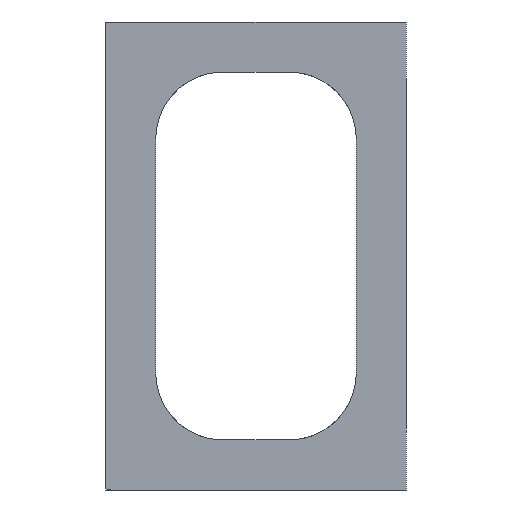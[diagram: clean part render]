
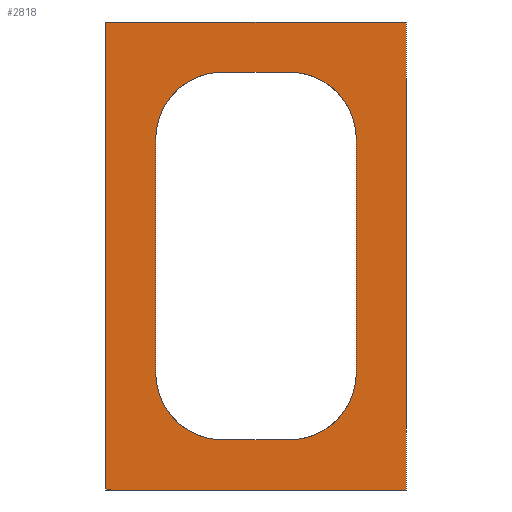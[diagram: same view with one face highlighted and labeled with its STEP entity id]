
A CAD part, front view. The second image highlights one B-rep face of the part: STEP entity #2818.
In plain terms, the highlighted planar face has unit normal (0, -1, 0).
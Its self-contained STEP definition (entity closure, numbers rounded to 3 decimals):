
#48=FACE_BOUND('',#362,.T.);
#127=PLANE('',#3027);
#236=FACE_OUTER_BOUND('',#361,.T.);
#361=EDGE_LOOP('',(#2519,#2520,#2521,#2522));
#362=EDGE_LOOP('',(#2523,#2524,#2525,#2526,#2527,#2528,#2529,#2530));
#424=CIRCLE('',#2848,4.);
#433=CIRCLE('',#2865,4.);
#439=CIRCLE('',#2874,4.);
#457=CIRCLE('',#2908,4.);
#530=LINE('',#3961,#741);
#552=LINE('',#4527,#763);
#563=LINE('',#4555,#774);
#585=LINE('',#4607,#796);
#708=LINE('',#6160,#919);
#711=LINE('',#6166,#922);
#712=LINE('',#6168,#923);
#713=LINE('',#6169,#924);
#741=VECTOR('',#3087,10.);
#763=VECTOR('',#3153,10.);
#774=VECTOR('',#3182,10.);
#796=VECTOR('',#3224,10.);
#919=VECTOR('',#3607,10.);
#922=VECTOR('',#3612,10.);
#923=VECTOR('',#3613,10.);
#924=VECTOR('',#3614,10.);
#1075=VERTEX_POINT('',#3805);
#1076=VERTEX_POINT('',#3807);
#1099=VERTEX_POINT('',#3959);
#1123=VERTEX_POINT('',#4136);
#1159=VERTEX_POINT('',#4434);
#1160=VERTEX_POINT('',#4436);
#1172=VERTEX_POINT('',#4526);
#1200=VERTEX_POINT('',#4605);
#1335=VERTEX_POINT('',#6156);
#1337=VERTEX_POINT('',#6159);
#1339=VERTEX_POINT('',#6165);
#1340=VERTEX_POINT('',#6167);
#1369=EDGE_CURVE('',#1076,#1075,#424,.T.);
#1395=EDGE_CURVE('',#1075,#1099,#530,.T.);
#1420=EDGE_CURVE('',#1099,#1123,#433,.T.);
#1459=EDGE_CURVE('',#1160,#1159,#439,.T.);
#1472=EDGE_CURVE('',#1172,#1160,#552,.T.);
#1487=EDGE_CURVE('',#1159,#1076,#563,.T.);
#1513=EDGE_CURVE('',#1123,#1200,#585,.T.);
#1539=EDGE_CURVE('',#1200,#1172,#457,.T.);
#1765=EDGE_CURVE('',#1337,#1335,#708,.T.);
#1768=EDGE_CURVE('',#1339,#1335,#711,.T.);
#1769=EDGE_CURVE('',#1340,#1339,#712,.T.);
#1770=EDGE_CURVE('',#1337,#1340,#713,.T.);
#2519=ORIENTED_EDGE('',*,*,#1768,.F.);
#2520=ORIENTED_EDGE('',*,*,#1769,.F.);
#2521=ORIENTED_EDGE('',*,*,#1770,.F.);
#2522=ORIENTED_EDGE('',*,*,#1765,.T.);
#2523=ORIENTED_EDGE('',*,*,#1472,.T.);
#2524=ORIENTED_EDGE('',*,*,#1459,.T.);
#2525=ORIENTED_EDGE('',*,*,#1487,.T.);
#2526=ORIENTED_EDGE('',*,*,#1369,.T.);
#2527=ORIENTED_EDGE('',*,*,#1395,.T.);
#2528=ORIENTED_EDGE('',*,*,#1420,.T.);
#2529=ORIENTED_EDGE('',*,*,#1513,.T.);
#2530=ORIENTED_EDGE('',*,*,#1539,.T.);
#2818=ADVANCED_FACE('',(#236,#48),#127,.T.);
#2848=AXIS2_PLACEMENT_3D('',#3808,#3062,#3063);
#2865=AXIS2_PLACEMENT_3D('',#4138,#3114,#3115);
#2874=AXIS2_PLACEMENT_3D('',#4437,#3141,#3142);
#2908=AXIS2_PLACEMENT_3D('',#4727,#3258,#3259);
#3027=AXIS2_PLACEMENT_3D('',#6164,#3610,#3611);
#3062=DIRECTION('center_axis',(0.,1.,0.));
#3063=DIRECTION('ref_axis',(-1.,0.,0.));
#3087=DIRECTION('',(-1.,0.,0.));
#3114=DIRECTION('center_axis',(0.,1.,0.));
#3115=DIRECTION('ref_axis',(-1.,0.,0.));
#3141=DIRECTION('center_axis',(0.,1.,0.));
#3142=DIRECTION('ref_axis',(-1.,0.,0.));
#3153=DIRECTION('',(1.,0.,0.));
#3182=DIRECTION('',(0.,0.,-1.));
#3224=DIRECTION('',(0.,0.,1.));
#3258=DIRECTION('center_axis',(0.,1.,0.));
#3259=DIRECTION('ref_axis',(-1.,0.,0.));
#3607=DIRECTION('',(0.,0.,-1.));
#3610=DIRECTION('center_axis',(0.,-1.,0.));
#3611=DIRECTION('ref_axis',(-1.,0.,0.));
#3612=DIRECTION('',(-1.,0.,0.));
#3613=DIRECTION('',(0.,0.,-1.));
#3614=DIRECTION('',(1.,0.,0.));
#3805=CARTESIAN_POINT('',(19.,120.,-72.75));
#3807=CARTESIAN_POINT('',(23.,120.,-68.75));
#3808=CARTESIAN_POINT('Origin',(19.,120.,-68.75));
#3959=CARTESIAN_POINT('',(15.,120.,-72.75));
#3961=CARTESIAN_POINT('',(20.5,120.,-72.75));
#4136=CARTESIAN_POINT('',(11.,120.,-68.75));
#4138=CARTESIAN_POINT('Origin',(15.,120.,-68.75));
#4434=CARTESIAN_POINT('',(23.,120.,-54.75));
#4436=CARTESIAN_POINT('',(19.,120.,-50.75));
#4437=CARTESIAN_POINT('Origin',(19.,120.,-54.75));
#4526=CARTESIAN_POINT('',(15.,120.,-50.75));
#4527=CARTESIAN_POINT('',(22.5,120.,-50.75));
#4555=CARTESIAN_POINT('',(23.,120.,-58.25));
#4605=CARTESIAN_POINT('',(11.,120.,-54.75));
#4607=CARTESIAN_POINT('',(11.,120.,-51.25));
#4727=CARTESIAN_POINT('Origin',(15.,120.,-54.75));
#6156=CARTESIAN_POINT('',(8.,120.,-75.75));
#6159=CARTESIAN_POINT('',(8.,120.,-47.75));
#6160=CARTESIAN_POINT('',(8.,120.,-47.75));
#6164=CARTESIAN_POINT('Origin',(26.,120.,-47.75));
#6165=CARTESIAN_POINT('',(26.,120.,-75.75));
#6166=CARTESIAN_POINT('',(21.5,120.,-75.75));
#6167=CARTESIAN_POINT('',(26.,120.,-47.75));
#6168=CARTESIAN_POINT('',(26.,120.,-47.75));
#6169=CARTESIAN_POINT('',(0.1,120.,-47.75));
